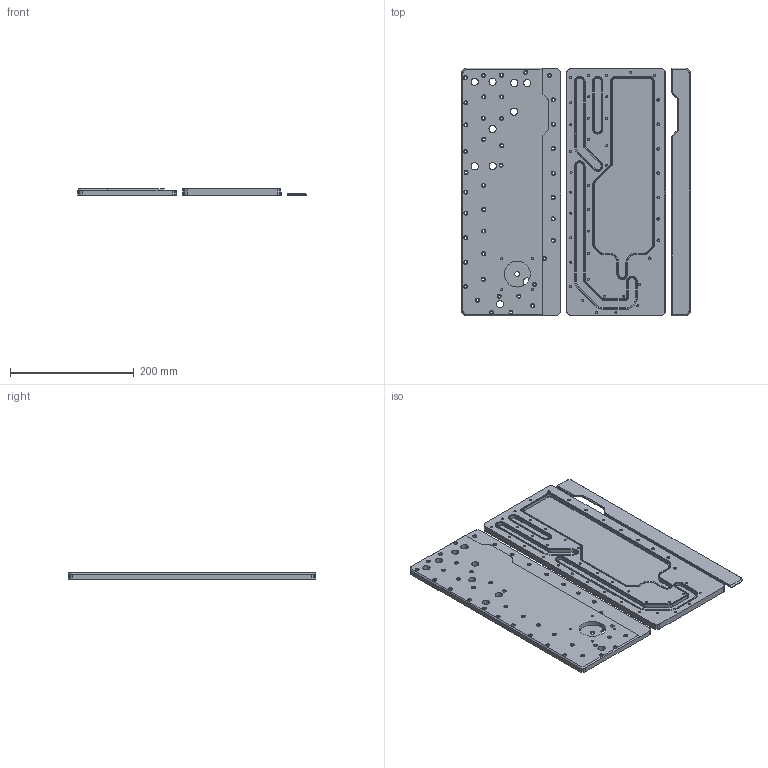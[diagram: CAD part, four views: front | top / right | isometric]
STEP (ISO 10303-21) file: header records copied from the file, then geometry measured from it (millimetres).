
FILE_DESCRIPTION(/* description */ (''),/* implementation_level */ '2;1');
FILE_NAME(/* name */ 'dca81a50-f16f-4c01-981c-a9244f3f1140.stp',/* time_stamp */ '2020-04-10T12:15:24+00:00',/* author */ (''),/* organization */ (''),/* preprocessor_version */ 'ST-DEVELOPER v18',/* originating_system */ 'Autodesk Translation Framework v8.12.0.6',/* authorisation */ '');
FILE_SCHEMA (('AUTOMOTIVE_DESIGN { 1 0 10303 214 3 1 1 }'));
Length unit declared in the file: millimetre
Products named in the file (1): cnc
Bounding box: 370 x 400 x 10 mm (x, y, z)
Volume: 1089986.5 mm3; surface area: 326434.1 mm2
Topology: 3 solids, 3 shells, 476 faces, 1274 edges, 872 vertices
Faces by surface type: cylinder 217, plane 206, cone 53
Full cylindrical faces by diameter (mm): 3.332 x49, 4.5 x50, 8 x1, 11.668 x9, 42 x1
Entity records: 15493 total; most frequent: DIRECTION 2853, CARTESIAN_POINT 2627, ORIENTED_EDGE 2548, EDGE_CURVE 1274, AXIS2_PLACEMENT_3D 1104, VERTEX_POINT 872, EDGE_LOOP 648, LINE 645
